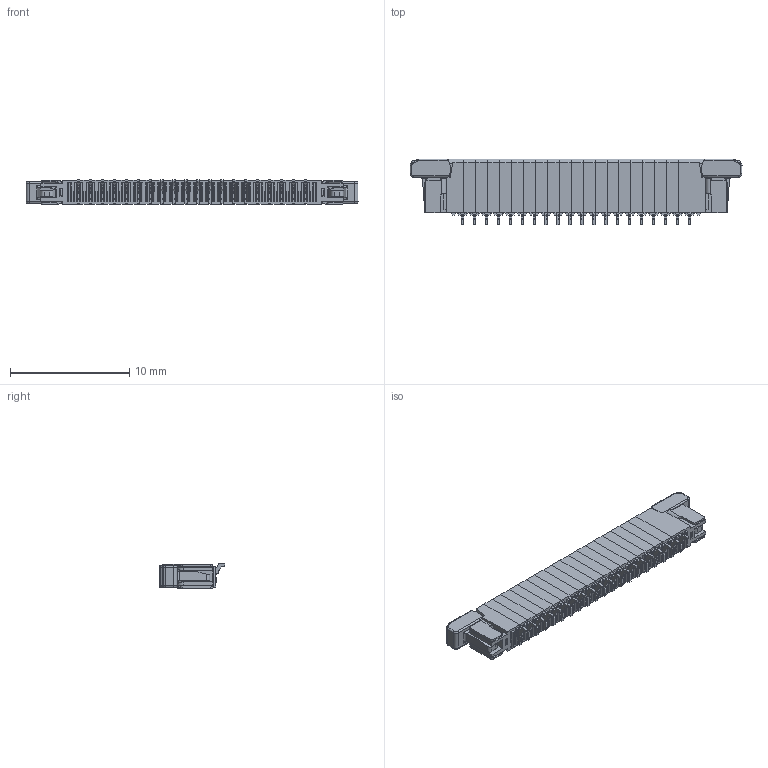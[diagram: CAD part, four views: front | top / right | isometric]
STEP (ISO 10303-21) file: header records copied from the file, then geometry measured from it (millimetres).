
FILE_DESCRIPTION((''),'2;1');
FILE_NAME('F52R_20PIN_ASM','2020-05-25T',('FSA12-PC'),(''),'CREO PARAMETRIC BY PTC INC, 2014500','CREO PARAMETRIC BY PTC INC, 2014500','');
FILE_SCHEMA(('AUTOMOTIVE_DESIGN { 1 0 10303 214 1 1 1 1 }'));
Length unit declared in the file: millimetre
Products named in the file (4): F52R_L; F52R_M; F52R_R; F52R_20PIN_ASM
Assembly tree (20 placements, depth 2):
  F52R_20PIN_ASM
    F52R_L
    F52R_M  x18
    F52R_R
Bounding box: 27.8 x 5.5 x 2.05 mm (x, y, z)
Volume: 177.3 mm3; surface area: 1094.4 mm2
Topology: 20 solids, 20 shells, 3281 faces, 9507 edges, 6292 vertices
Faces by surface type: plane 2499, cylinder 750, torus 16, bspline 16
Entity records: 26362 total; most frequent: CARTESIAN_POINT 5422, ORIENTED_EDGE 4488, DIRECTION 4117, EDGE_CURVE 2244, VECTOR 1703, LINE 1703, VERTEX_POINT 1464, AXIS2_PLACEMENT_3D 1207
